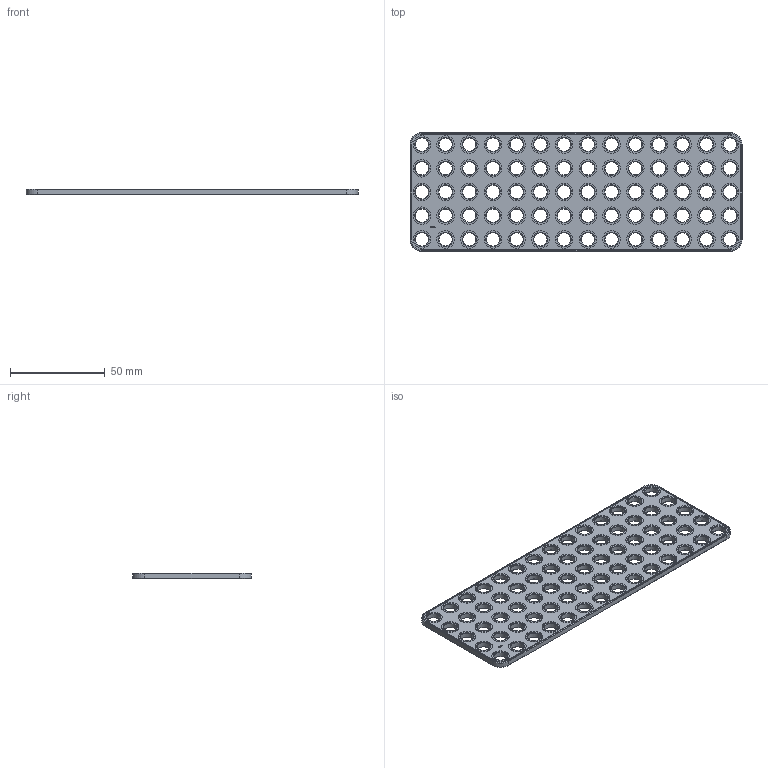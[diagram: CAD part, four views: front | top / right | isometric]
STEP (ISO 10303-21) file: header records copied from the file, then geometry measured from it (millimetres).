
FILE_DESCRIPTION(('FreeCAD Model'),'2;1');
FILE_NAME('Open CASCADE Shape Model','2024-10-08T19:04:12',(''),(''), 'Open CASCADE STEP processor 7.7','FreeCAD','Unknown');
FILE_SCHEMA(('AUTOMOTIVE_DESIGN { 1 0 10303 214 1 1 1 1 }'));
Length unit declared in the file: millimetre
Products named in the file (1): Plate RCT CRNR BU14x05x00.25 - SPN-PLT-0154 (stemfie.org)
Bounding box: 175 x 62.5 x 3.12 mm (x, y, z)
Volume: 24295.9 mm3; surface area: 22490.9 mm2
Topology: 1 solids, 1 shells, 819 faces, 1989 edges, 1274 vertices
Faces by surface type: plane 409, cylinder 148, cone 148, extrusion 114
Full cylindrical faces by diameter (mm): 7 x70, 9.2 x70
Entity records: 24449 total; most frequent: CARTESIAN_POINT 5007, ORIENTED_EDGE 3978, DIRECTION 3731, EDGE_CURVE 1989, VECTOR 1431, LINE 1317, VERTEX_POINT 1274, AXIS2_PLACEMENT_3D 1150
